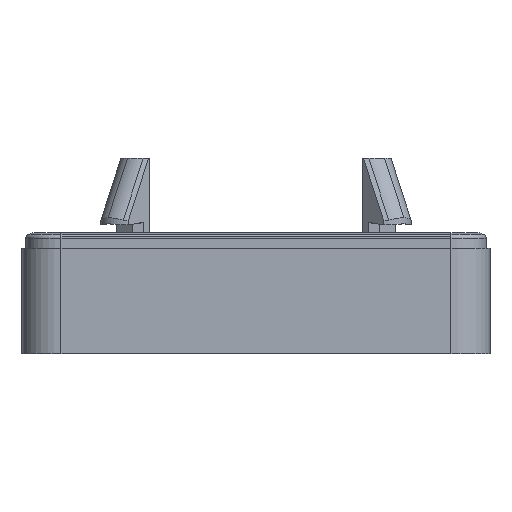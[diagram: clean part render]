
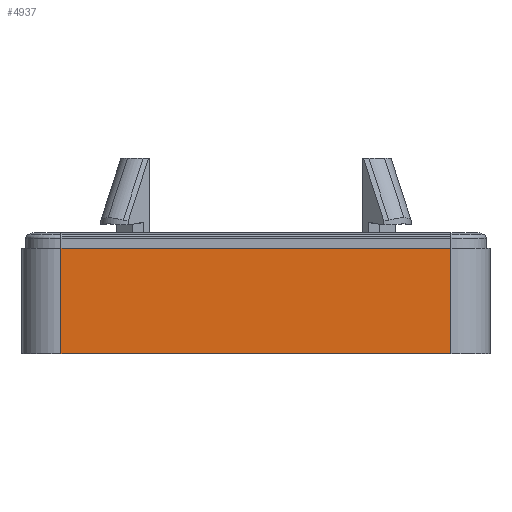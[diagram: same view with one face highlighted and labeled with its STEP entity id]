
A CAD part, left-side view. The second image highlights one B-rep face of the part: STEP entity #4937.
In plain terms, the highlighted planar face has unit normal (-1, 0, 0).
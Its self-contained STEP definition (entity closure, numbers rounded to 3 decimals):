
#352 = EDGE_CURVE ( 'NONE', #9946, #7002, #9446, .T. ) ;
#826 = CARTESIAN_POINT ( 'NONE',  ( -74., -25., -13.5 ) ) ;
#989 = AXIS2_PLACEMENT_3D ( 'NONE', #8613, #11542, #4868 ) ;
#1006 = FACE_OUTER_BOUND ( 'NONE', #1706, .T. ) ;
#1706 = EDGE_LOOP ( 'NONE', ( #12191, #11724, #9827, #5937 ) ) ;
#1763 = DIRECTION ( 'NONE',  ( 0., 0., -1. ) ) ;
#1808 = EDGE_CURVE ( 'NONE', #9917, #9401, #4379, .T. ) ;
#1924 = CARTESIAN_POINT ( 'NONE',  ( -74., 25., 0. ) ) ;
#2969 = CARTESIAN_POINT ( 'NONE',  ( -74., -25., 0. ) ) ;
#3335 = DIRECTION ( 'NONE',  ( 0., 1., 0. ) ) ;
#4250 = CARTESIAN_POINT ( 'NONE',  ( -74., 25., -13.5 ) ) ;
#4335 = LINE ( 'NONE', #7965, #7769 ) ;
#4379 = LINE ( 'NONE', #7209, #5232 ) ;
#4856 = EDGE_CURVE ( 'NONE', #9946, #9917, #10599, .T. ) ;
#4868 = DIRECTION ( 'NONE',  ( 0., 0., 1. ) ) ;
#4937 = ADVANCED_FACE ( 'NONE', ( #1006 ), #7631, .T. ) ;
#5232 = VECTOR ( 'NONE', #8319, 1000. ) ;
#5298 = VECTOR ( 'NONE', #1763, 1000. ) ;
#5745 = DIRECTION ( 'NONE',  ( 0., -1., 0. ) ) ;
#5937 = ORIENTED_EDGE ( 'NONE', *, *, #352, .T. ) ;
#6411 = CARTESIAN_POINT ( 'NONE',  ( -74., 25., 0. ) ) ;
#6741 = CARTESIAN_POINT ( 'NONE',  ( -74., 25., 0. ) ) ;
#7002 = VERTEX_POINT ( 'NONE', #4250 ) ;
#7209 = CARTESIAN_POINT ( 'NONE',  ( -74., -25., 0. ) ) ;
#7631 = PLANE ( 'NONE',  #989 ) ;
#7769 = VECTOR ( 'NONE', #3335, 1000. ) ;
#7965 = CARTESIAN_POINT ( 'NONE',  ( -74., -25., -13.5 ) ) ;
#8319 = DIRECTION ( 'NONE',  ( 0., 0., -1. ) ) ;
#8613 = CARTESIAN_POINT ( 'NONE',  ( -74., 25., 0. ) ) ;
#9401 = VERTEX_POINT ( 'NONE', #826 ) ;
#9446 = LINE ( 'NONE', #6411, #5298 ) ;
#9827 = ORIENTED_EDGE ( 'NONE', *, *, #4856, .F. ) ;
#9917 = VERTEX_POINT ( 'NONE', #2969 ) ;
#9946 = VERTEX_POINT ( 'NONE', #6741 ) ;
#10047 = EDGE_CURVE ( 'NONE', #9401, #7002, #4335, .T. ) ;
#10533 = VECTOR ( 'NONE', #5745, 1000. ) ;
#10599 = LINE ( 'NONE', #1924, #10533 ) ;
#11542 = DIRECTION ( 'NONE',  ( -1., 0., 0. ) ) ;
#11724 = ORIENTED_EDGE ( 'NONE', *, *, #1808, .F. ) ;
#12191 = ORIENTED_EDGE ( 'NONE', *, *, #10047, .F. ) ;
